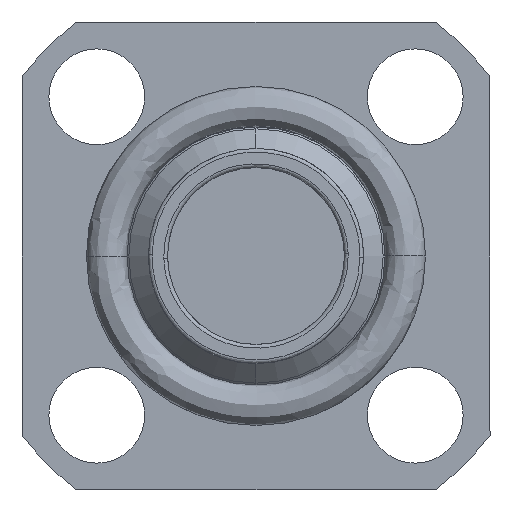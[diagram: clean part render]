
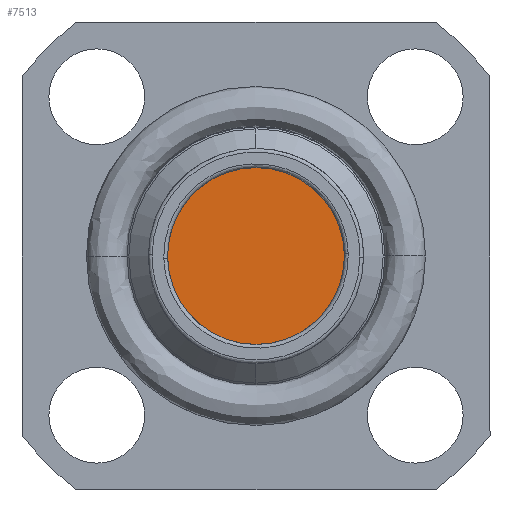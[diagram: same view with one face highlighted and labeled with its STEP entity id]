
A CAD part, left-side view. The second image highlights one B-rep face of the part: STEP entity #7513.
In plain terms, the highlighted planar face has unit normal (-1, 0, 0).
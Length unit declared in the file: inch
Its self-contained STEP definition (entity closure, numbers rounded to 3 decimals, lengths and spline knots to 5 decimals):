
#145 = CARTESIAN_POINT ( 'NONE',  ( 0.12008, 0., 0. ) ) ;
#376 = CARTESIAN_POINT ( 'NONE',  ( 0.12008, 0., 0.09449 ) ) ;
#687 = EDGE_CURVE ( 'NONE', #1170, #5199, #6141, .T. ) ;
#910 = PLANE ( 'NONE',  #2715 ) ;
#1170 = VERTEX_POINT ( 'NONE', #376 ) ;
#1501 = DIRECTION ( 'NONE',  ( -1., 0., 0. ) ) ;
#1946 = CARTESIAN_POINT ( 'NONE',  ( 0.12008, 0., 0. ) ) ;
#2112 = DIRECTION ( 'NONE',  ( 0., 0., 1. ) ) ;
#2525 = DIRECTION ( 'NONE',  ( 0., 0., 1. ) ) ;
#2626 = EDGE_LOOP ( 'NONE', ( #2902, #3956 ) ) ;
#2715 = AXIS2_PLACEMENT_3D ( 'NONE', #145, #3333, #2112 ) ;
#2902 = ORIENTED_EDGE ( 'NONE', *, *, #687, .T. ) ;
#2958 = AXIS2_PLACEMENT_3D ( 'NONE', #6014, #1501, #8064 ) ;
#3333 = DIRECTION ( 'NONE',  ( -1., 0., 0. ) ) ;
#3489 = CIRCLE ( 'NONE', #2958, 0.09449 ) ;
#3956 = ORIENTED_EDGE ( 'NONE', *, *, #5314, .T. ) ;
#4142 = FACE_OUTER_BOUND ( 'NONE', #2626, .T. ) ;
#5199 = VERTEX_POINT ( 'NONE', #6169 ) ;
#5314 = EDGE_CURVE ( 'NONE', #5199, #1170, #3489, .T. ) ;
#6014 = CARTESIAN_POINT ( 'NONE',  ( 0.12008, 0., 0. ) ) ;
#6141 = CIRCLE ( 'NONE', #6690, 0.09449 ) ;
#6169 = CARTESIAN_POINT ( 'NONE',  ( 0.12008, 0., -0.09449 ) ) ;
#6690 = AXIS2_PLACEMENT_3D ( 'NONE', #1946, #7739, #2525 ) ;
#7513 = ADVANCED_FACE ( 'NONE', ( #4142 ), #910, .T. ) ;
#7739 = DIRECTION ( 'NONE',  ( -1., 0., 0. ) ) ;
#8064 = DIRECTION ( 'NONE',  ( 0., 0., 1. ) ) ;
